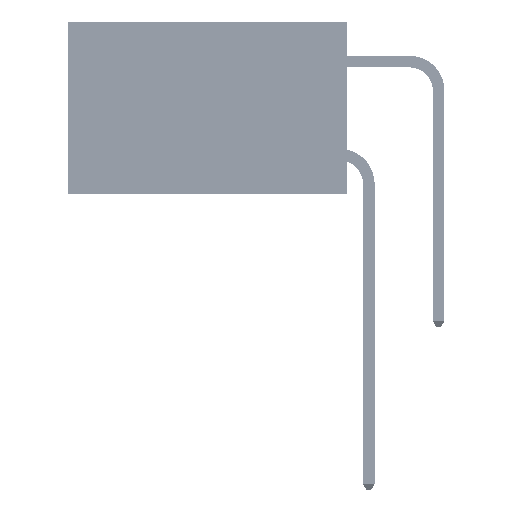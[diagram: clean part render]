
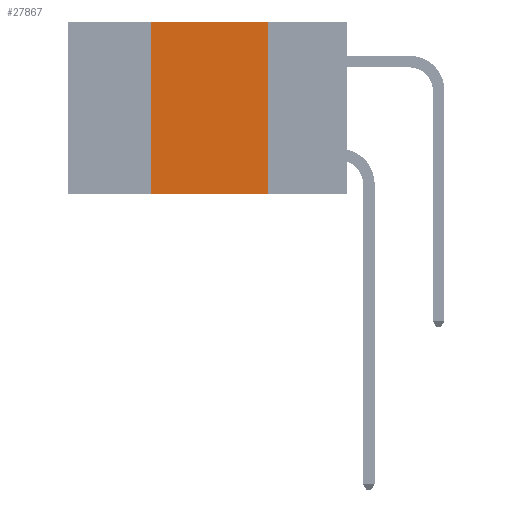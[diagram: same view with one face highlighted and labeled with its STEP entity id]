
A CAD part, left-side view. The second image highlights one B-rep face of the part: STEP entity #27867.
In plain terms, the highlighted planar face has unit normal (-1, 0, 0).
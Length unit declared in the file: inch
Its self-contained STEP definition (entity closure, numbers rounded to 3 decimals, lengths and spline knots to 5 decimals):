
#1934 = VERTEX_POINT ( 'NONE', #48904 ) ;
#2399 = ORIENTED_EDGE ( 'NONE', *, *, #19227, .T. ) ;
#3194 = LINE ( 'NONE', #51721, #8259 ) ;
#5169 = CARTESIAN_POINT ( 'NONE',  ( 0., 0.17, -0.37 ) ) ;
#6615 = PLANE ( 'NONE',  #9464 ) ;
#8259 = VECTOR ( 'NONE', #35506, 39.37008 ) ;
#9464 = AXIS2_PLACEMENT_3D ( 'NONE', #14886, #18937, #30931 ) ;
#9751 = EDGE_CURVE ( 'NONE', #14917, #42115, #34515, .T. ) ;
#10122 = VECTOR ( 'NONE', #33605, 39.37008 ) ;
#12513 = CARTESIAN_POINT ( 'NONE',  ( 0., 0.42, 0. ) ) ;
#13581 = ORIENTED_EDGE ( 'NONE', *, *, #42200, .F. ) ;
#14886 = CARTESIAN_POINT ( 'NONE',  ( 0., 0.6, 0. ) ) ;
#14917 = VERTEX_POINT ( 'NONE', #20326 ) ;
#15122 = CARTESIAN_POINT ( 'NONE',  ( 0., 0.17, 0. ) ) ;
#17946 = VERTEX_POINT ( 'NONE', #12513 ) ;
#18346 = EDGE_LOOP ( 'NONE', ( #26052, #13581, #20650, #2399 ) ) ;
#18937 = DIRECTION ( 'NONE',  ( 1., 0., 0. ) ) ;
#19227 = EDGE_CURVE ( 'NONE', #1934, #42115, #3194, .T. ) ;
#19251 = FACE_OUTER_BOUND ( 'NONE', #18346, .T. ) ;
#20326 = CARTESIAN_POINT ( 'NONE',  ( 0., 0.17, 0. ) ) ;
#20650 = ORIENTED_EDGE ( 'NONE', *, *, #47823, .F. ) ;
#26052 = ORIENTED_EDGE ( 'NONE', *, *, #9751, .F. ) ;
#26189 = CARTESIAN_POINT ( 'NONE',  ( 0., 0.42, 0. ) ) ;
#27867 = ADVANCED_FACE ( 'NONE', ( #19251 ), #6615, .F. ) ;
#29870 = LINE ( 'NONE', #33704, #34295 ) ;
#30931 = DIRECTION ( 'NONE',  ( 0., 0., -1. ) ) ;
#33605 = DIRECTION ( 'NONE',  ( 0., 0., 1. ) ) ;
#33704 = CARTESIAN_POINT ( 'NONE',  ( 0., 0.6, 0. ) ) ;
#34295 = VECTOR ( 'NONE', #50118, 39.37008 ) ;
#34515 = LINE ( 'NONE', #15122, #34575 ) ;
#34575 = VECTOR ( 'NONE', #35911, 39.37008 ) ;
#35506 = DIRECTION ( 'NONE',  ( 0., -1., 0. ) ) ;
#35911 = DIRECTION ( 'NONE',  ( 0., 0., -1. ) ) ;
#42115 = VERTEX_POINT ( 'NONE', #5169 ) ;
#42200 = EDGE_CURVE ( 'NONE', #17946, #14917, #29870, .T. ) ;
#46099 = LINE ( 'NONE', #26189, #10122 ) ;
#47823 = EDGE_CURVE ( 'NONE', #1934, #17946, #46099, .T. ) ;
#48904 = CARTESIAN_POINT ( 'NONE',  ( 0., 0.42, -0.37 ) ) ;
#50118 = DIRECTION ( 'NONE',  ( 0., -1., 0. ) ) ;
#51721 = CARTESIAN_POINT ( 'NONE',  ( 0., 0.6, -0.37 ) ) ;
